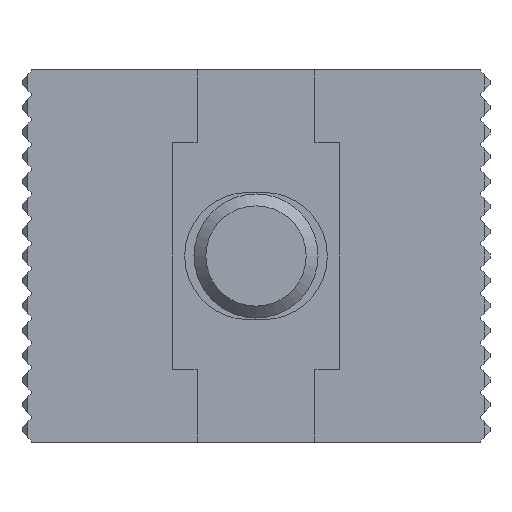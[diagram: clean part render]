
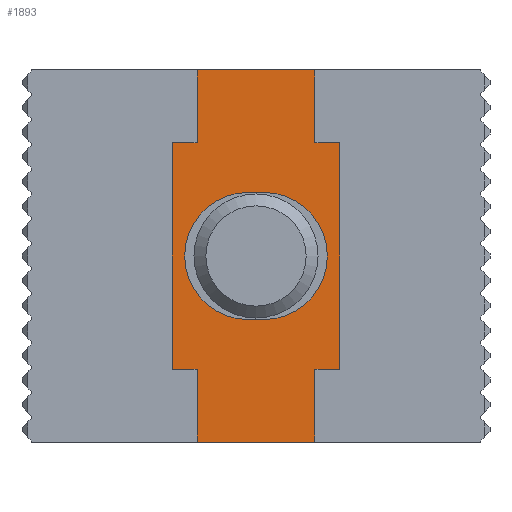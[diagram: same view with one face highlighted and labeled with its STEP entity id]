
A CAD part, front view. The second image highlights one B-rep face of the part: STEP entity #1893.
In plain terms, the highlighted planar face has unit normal (0, -1, 0).
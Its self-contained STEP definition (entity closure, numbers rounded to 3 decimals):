
#1893 = ADVANCED_FACE( '', ( #3946, #3947 ), #3948, .F. );
#3946 = FACE_BOUND( '', #6214, .T. );
#3947 = FACE_OUTER_BOUND( '', #6215, .T. );
#3948 = PLANE( '', #6216 );
#6214 = EDGE_LOOP( '', ( #11862, #11863, #11864, #11865 ) );
#6215 = EDGE_LOOP( '', ( #11866, #11867, #11868, #11869, #11870, #11871, #11872, #11873, #11874, #11875, #11876, #11877 ) );
#6216 = AXIS2_PLACEMENT_3D( '', #11878, #11879, #11880 );
#11862 = ORIENTED_EDGE( '', *, *, #13989, .T. );
#11863 = ORIENTED_EDGE( '', *, *, #16422, .T. );
#11864 = ORIENTED_EDGE( '', *, *, #15941, .T. );
#11865 = ORIENTED_EDGE( '', *, *, #15872, .T. );
#11866 = ORIENTED_EDGE( '', *, *, #15475, .T. );
#11867 = ORIENTED_EDGE( '', *, *, #16423, .F. );
#11868 = ORIENTED_EDGE( '', *, *, #16424, .T. );
#11869 = ORIENTED_EDGE( '', *, *, #14924, .T. );
#11870 = ORIENTED_EDGE( '', *, *, #15479, .T. );
#11871 = ORIENTED_EDGE( '', *, *, #14300, .F. );
#11872 = ORIENTED_EDGE( '', *, *, #14536, .F. );
#11873 = ORIENTED_EDGE( '', *, *, #14994, .F. );
#11874 = ORIENTED_EDGE( '', *, *, #15685, .F. );
#11875 = ORIENTED_EDGE( '', *, *, #16425, .T. );
#11876 = ORIENTED_EDGE( '', *, *, #14532, .F. );
#11877 = ORIENTED_EDGE( '', *, *, #14986, .T. );
#11878 = CARTESIAN_POINT( '', ( -7.132, 0., 12. ) );
#11879 = DIRECTION( '', ( 0., 1., 0. ) );
#11880 = DIRECTION( '', ( 0., 0., 1. ) );
#13989 = EDGE_CURVE( '', #16818, #16822, #16824, .T. );
#14300 = EDGE_CURVE( '', #17398, #17399, #17400, .T. );
#14532 = EDGE_CURVE( '', #17806, #17808, #17809, .T. );
#14536 = EDGE_CURVE( '', #17814, #17398, #17816, .T. );
#14924 = EDGE_CURVE( '', #18479, #18477, #18480, .T. );
#14986 = EDGE_CURVE( '', #17806, #18577, #18579, .T. );
#14994 = EDGE_CURVE( '', #18590, #17814, #18592, .T. );
#15475 = EDGE_CURVE( '', #18577, #19331, #19333, .T. );
#15479 = EDGE_CURVE( '', #18477, #17399, #19339, .T. );
#15685 = EDGE_CURVE( '', #19640, #18590, #19642, .T. );
#15872 = EDGE_CURVE( '', #19904, #16818, #19906, .T. );
#15941 = EDGE_CURVE( '', #19995, #19904, #19997, .T. );
#16422 = EDGE_CURVE( '', #16822, #19995, #20617, .T. );
#16423 = EDGE_CURVE( '', #20618, #19331, #20619, .T. );
#16424 = EDGE_CURVE( '', #20618, #18479, #20620, .T. );
#16425 = EDGE_CURVE( '', #19640, #17808, #20621, .T. );
#16818 = VERTEX_POINT( '', #21045 );
#16822 = VERTEX_POINT( '', #21051 );
#16824 = LINE( '', #21054, #21055 );
#17398 = VERTEX_POINT( '', #21894 );
#17399 = VERTEX_POINT( '', #21895 );
#17400 = LINE( '', #21896, #21897 );
#17806 = VERTEX_POINT( '', #22504 );
#17808 = VERTEX_POINT( '', #22507 );
#17809 = LINE( '', #22508, #22509 );
#17814 = VERTEX_POINT( '', #22516 );
#17816 = LINE( '', #22519, #22520 );
#18477 = VERTEX_POINT( '', #23483 );
#18479 = VERTEX_POINT( '', #23486 );
#18480 = LINE( '', #23487, #23488 );
#18577 = VERTEX_POINT( '', #23637 );
#18579 = LINE( '', #23640, #23641 );
#18590 = VERTEX_POINT( '', #23656 );
#18592 = LINE( '', #23659, #23660 );
#19331 = VERTEX_POINT( '', #24765 );
#19333 = LINE( '', #24768, #24769 );
#19339 = LINE( '', #24778, #24779 );
#19640 = VERTEX_POINT( '', #25234 );
#19642 = LINE( '', #25237, #25238 );
#19904 = VERTEX_POINT( '', #25631 );
#19906 = CIRCLE( '', #25634, 4.1 );
#19995 = VERTEX_POINT( '', #25763 );
#19997 = LINE( '', #25766, #25767 );
#20617 = CIRCLE( '', #26723, 4.1 );
#20618 = VERTEX_POINT( '', #26724 );
#20619 = LINE( '', #26725, #26726 );
#20620 = LINE( '', #26727, #26728 );
#20621 = LINE( '', #26729, #26730 );
#21045 = CARTESIAN_POINT( '', ( 0.5, 0., -4.1 ) );
#21051 = CARTESIAN_POINT( '', ( -0.5, 0., -4.1 ) );
#21054 = CARTESIAN_POINT( '', ( 0.5, 0., -4.1 ) );
#21055 = VECTOR( '', #27310, 1000. );
#21894 = CARTESIAN_POINT( '', ( 7.132, 0., 7.3 ) );
#21895 = CARTESIAN_POINT( '', ( 7.132, 0., -7.3 ) );
#21896 = CARTESIAN_POINT( '', ( 7.132, 0., 12. ) );
#21897 = VECTOR( '', #27591, 1000. );
#22504 = CARTESIAN_POINT( '', ( -7.132, 0., 7.3 ) );
#22507 = CARTESIAN_POINT( '', ( -5.643, 0., 7.3 ) );
#22508 = CARTESIAN_POINT( '', ( -11.5, 0., 7.3 ) );
#22509 = VECTOR( '', #27794, 1000. );
#22516 = CARTESIAN_POINT( '', ( 5.643, 0., 7.3 ) );
#22519 = CARTESIAN_POINT( '', ( 5.643, 0., 7.3 ) );
#22520 = VECTOR( '', #27798, 1000. );
#23483 = CARTESIAN_POINT( '', ( 5.643, 0., -7.3 ) );
#23486 = CARTESIAN_POINT( '', ( 5.643, 0., -12. ) );
#23487 = CARTESIAN_POINT( '', ( 5.643, 0., -12. ) );
#23488 = VECTOR( '', #28138, 1000. );
#23637 = CARTESIAN_POINT( '', ( -7.132, 0., -7.3 ) );
#23640 = CARTESIAN_POINT( '', ( -7.132, 0., 12. ) );
#23641 = VECTOR( '', #28192, 1000. );
#23656 = CARTESIAN_POINT( '', ( 5.643, 0., 12. ) );
#23659 = CARTESIAN_POINT( '', ( 5.643, 0., 12. ) );
#23660 = VECTOR( '', #28198, 1000. );
#24765 = CARTESIAN_POINT( '', ( -5.643, 0., -7.3 ) );
#24768 = CARTESIAN_POINT( '', ( -11.5, 0., -7.3 ) );
#24769 = VECTOR( '', #28581, 1000. );
#24778 = CARTESIAN_POINT( '', ( 5.643, 0., -7.3 ) );
#24779 = VECTOR( '', #28585, 1000. );
#25234 = CARTESIAN_POINT( '', ( -5.643, 0., 12. ) );
#25237 = CARTESIAN_POINT( '', ( -7.132, 0., 12. ) );
#25238 = VECTOR( '', #28750, 1000. );
#25631 = CARTESIAN_POINT( '', ( 0.5, 0., 4.1 ) );
#25634 = AXIS2_PLACEMENT_3D( '', #28907, #28908, #28909 );
#25763 = CARTESIAN_POINT( '', ( -0.5, 0., 4.1 ) );
#25766 = CARTESIAN_POINT( '', ( -0.5, 0., 4.1 ) );
#25767 = VECTOR( '', #28960, 1000. );
#26723 = AXIS2_PLACEMENT_3D( '', #29312, #29313, #29314 );
#26724 = CARTESIAN_POINT( '', ( -5.643, 0., -12. ) );
#26725 = CARTESIAN_POINT( '', ( -5.643, 0., -12. ) );
#26726 = VECTOR( '', #29315, 1000. );
#26727 = CARTESIAN_POINT( '', ( -7.132, 0., -12. ) );
#26728 = VECTOR( '', #29316, 1000. );
#26729 = CARTESIAN_POINT( '', ( -5.643, 0., 12. ) );
#26730 = VECTOR( '', #29317, 1000. );
#27310 = DIRECTION( '', ( -1., 0., 0. ) );
#27591 = DIRECTION( '', ( 0., 0., -1. ) );
#27794 = DIRECTION( '', ( 1., 0., 0. ) );
#27798 = DIRECTION( '', ( 1., 0., 0. ) );
#28138 = DIRECTION( '', ( 0., 0., 1. ) );
#28192 = DIRECTION( '', ( 0., 0., -1. ) );
#28198 = DIRECTION( '', ( 0., 0., -1. ) );
#28581 = DIRECTION( '', ( 1., 0., 0. ) );
#28585 = DIRECTION( '', ( 1., 0., 0. ) );
#28750 = DIRECTION( '', ( 1., 0., 0. ) );
#28907 = CARTESIAN_POINT( '', ( 0.5, 0., 0. ) );
#28908 = DIRECTION( '', ( 0., 1., 0. ) );
#28909 = DIRECTION( '', ( 1., 0., 0. ) );
#28960 = DIRECTION( '', ( 1., 0., 0. ) );
#29312 = CARTESIAN_POINT( '', ( -0.5, 0., 0. ) );
#29313 = DIRECTION( '', ( 0., 1., 0. ) );
#29314 = DIRECTION( '', ( 1., 0., 0. ) );
#29315 = DIRECTION( '', ( 0., 0., 1. ) );
#29316 = DIRECTION( '', ( 1., 0., 0. ) );
#29317 = DIRECTION( '', ( 0., 0., -1. ) );
